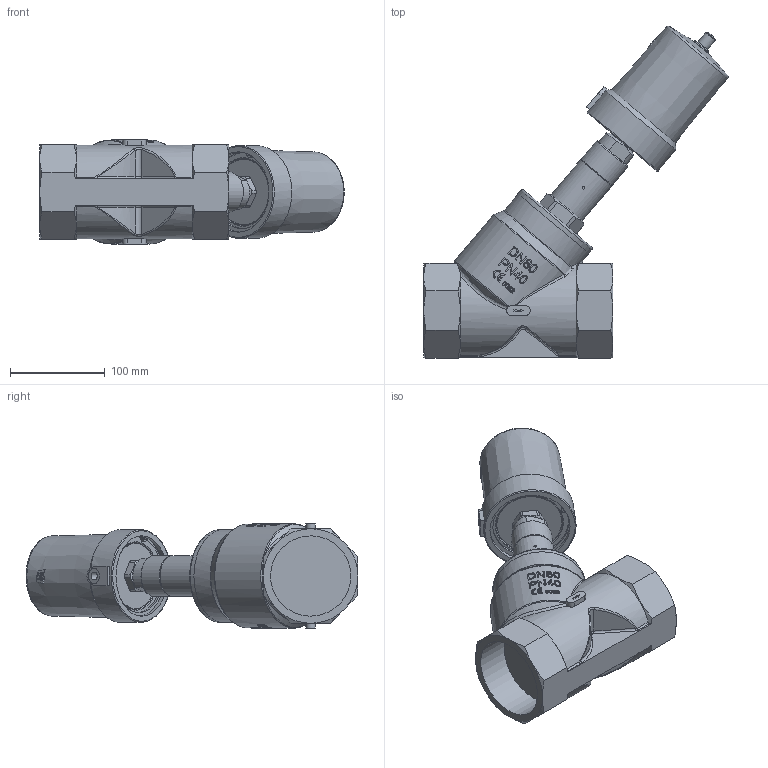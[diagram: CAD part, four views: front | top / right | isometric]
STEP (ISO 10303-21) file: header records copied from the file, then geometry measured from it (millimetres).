
FILE_DESCRIPTION(/* description */ ('DG2D3122080'),/* implementation_level */ '2;1');
FILE_NAME(/* name */ 'DG2D3122080_OS.stp',/* time_stamp */ '2022-01-27T11:36:05+01:00',/* author */ ('hois'),/* organization */ (''),/* preprocessor_version */ 'ST-DEVELOPER v18.1',/* originating_system */ 'Autodesk Inventor 2020',/* authorisation */ '');
FILE_SCHEMA (('AUTOMOTIVE_DESIGN { 1 0 10303 214 3 1 1 }'));
Length unit declared in the file: millimetre
Products named in the file (8): DG2D3122080; GGS0080.31.0034-GM; ETG0080.20.0104; MUV3415.15.0013; DER0850.06.0099; DIN0472-88x3; SZY0800.24.0082; VST1415.08.0013
Assembly tree (7 placements, depth 2):
  DG2D3122080
    GGS0080.31.0034-GM
    ETG0080.20.0104
    MUV3415.15.0013
    DER0850.06.0099
    DIN0472-88x3
    SZY0800.24.0082
    VST1415.08.0013
Bounding box: 321.96 x 350.91 x 111 mm (x, y, z)
Volume: 2079519.5 mm3; surface area: 287292 mm2
Topology: 7 solids, 7 shells, 626 faces, 1661 edges, 1117 vertices
Faces by surface type: plane 272, bspline 149, cylinder 131, cone 51, torus 21, sphere 2
Full cylindrical faces by diameter (mm): 1.5 x1, 3 x1, 3.5 x2, 8.376 x1, 8.7 x1, 12 x2, 12.376 x1, 13 x1, 14 x2, 14.5 x1, 15 x1, 16 x1, 20 x1, 24 x1, 24.5 x2, 26 x2, 28 x1, 32.5 x2, 34 x1, 34.3 x1, 43 x2, 80 x1, 82 x1, 84.7 x1, 84.926 x3, 85 x3, 87.88 x1, 88 x1, 88.2 x1, 88.5 x1
Entity records: 24167 total; most frequent: CARTESIAN_POINT 8948, ORIENTED_EDGE 3322, DIRECTION 2806, EDGE_CURVE 1661, VERTEX_POINT 1117, AXIS2_PLACEMENT_3D 1075, EDGE_LOOP 712, LINE 656
